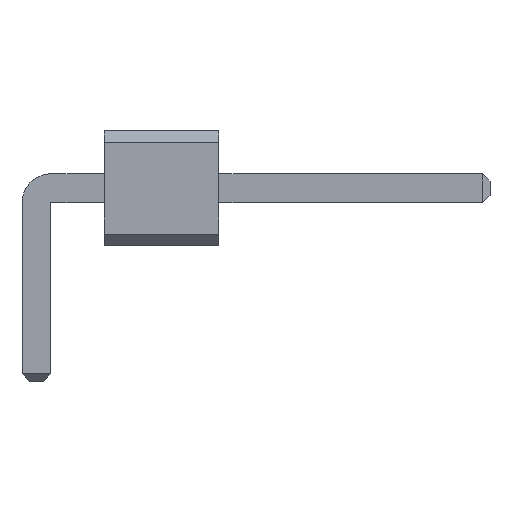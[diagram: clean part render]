
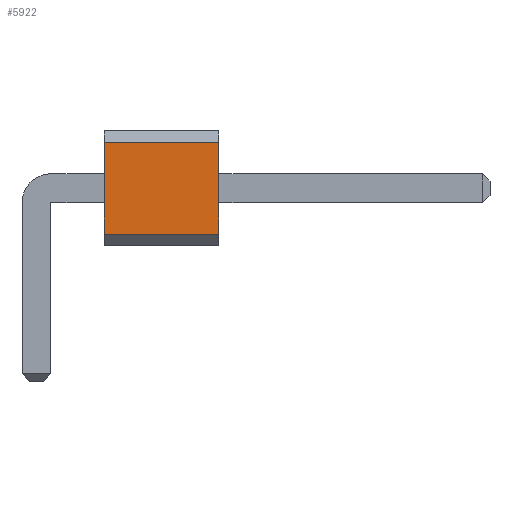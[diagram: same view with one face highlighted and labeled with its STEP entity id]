
A CAD part, front view. The second image highlights one B-rep face of the part: STEP entity #5922.
In plain terms, the highlighted planar face has unit normal (0, -1, 0).
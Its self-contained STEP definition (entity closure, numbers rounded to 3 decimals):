
#646 = VERTEX_POINT('',#647);
#647 = CARTESIAN_POINT('',(1.5,-54.61,2.286));
#653 = EDGE_CURVE('',#654,#646,#656,.T.);
#654 = VERTEX_POINT('',#655);
#655 = CARTESIAN_POINT('',(1.5,-54.61,0.254));
#656 = LINE('',#657,#658);
#657 = CARTESIAN_POINT('',(1.5,-54.61,0.254));
#658 = VECTOR('',#659,1.);
#659 = DIRECTION('',(0.,0.,1.));
#2451 = VERTEX_POINT('',#2452);
#2452 = CARTESIAN_POINT('',(4.04,-54.61,2.286));
#2458 = EDGE_CURVE('',#2459,#2451,#2461,.T.);
#2459 = VERTEX_POINT('',#2460);
#2460 = CARTESIAN_POINT('',(4.04,-54.61,0.254));
#2461 = LINE('',#2462,#2463);
#2462 = CARTESIAN_POINT('',(4.04,-54.61,0.254));
#2463 = VECTOR('',#2464,1.);
#2464 = DIRECTION('',(0.,0.,1.));
#5894 = EDGE_CURVE('',#654,#2459,#5895,.T.);
#5895 = LINE('',#5896,#5897);
#5896 = CARTESIAN_POINT('',(1.5,-54.61,0.254));
#5897 = VECTOR('',#5898,1.);
#5898 = DIRECTION('',(1.,0.,0.));
#5922 = ADVANCED_FACE('',(#5923),#5934,.T.);
#5923 = FACE_BOUND('',#5924,.T.);
#5924 = EDGE_LOOP('',(#5925,#5926,#5927,#5933));
#5925 = ORIENTED_EDGE('',*,*,#5894,.T.);
#5926 = ORIENTED_EDGE('',*,*,#2458,.T.);
#5927 = ORIENTED_EDGE('',*,*,#5928,.F.);
#5928 = EDGE_CURVE('',#646,#2451,#5929,.T.);
#5929 = LINE('',#5930,#5931);
#5930 = CARTESIAN_POINT('',(1.5,-54.61,2.286));
#5931 = VECTOR('',#5932,1.);
#5932 = DIRECTION('',(1.,0.,0.));
#5933 = ORIENTED_EDGE('',*,*,#653,.F.);
#5934 = PLANE('',#5935);
#5935 = AXIS2_PLACEMENT_3D('',#5936,#5937,#5938);
#5936 = CARTESIAN_POINT('',(1.5,-54.61,0.254));
#5937 = DIRECTION('',(0.,-1.,0.));
#5938 = DIRECTION('',(0.,0.,1.));
